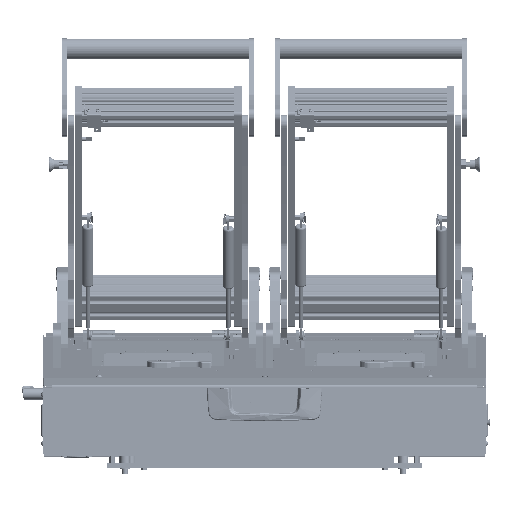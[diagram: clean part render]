
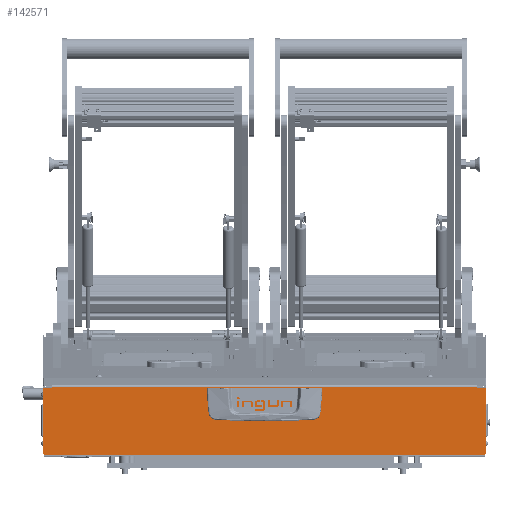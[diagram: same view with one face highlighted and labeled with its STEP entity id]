
A CAD part, top view. The second image highlights one B-rep face of the part: STEP entity #142571.
In plain terms, the highlighted face is planar.
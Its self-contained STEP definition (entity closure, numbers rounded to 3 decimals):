
#6065 = DIRECTION ( 'NONE',  ( 0., 1., 0. ) ) ;
#6824 = ORIENTED_EDGE ( 'NONE', *, *, #117797, .T. ) ;
#9125 = PLANE ( 'NONE',  #159556 ) ;
#10875 = CARTESIAN_POINT ( 'NONE',  ( -2., 612., 93.373 ) ) ;
#12555 = CARTESIAN_POINT ( 'NONE',  ( -2., 599., 93.373 ) ) ;
#12941 = CARTESIAN_POINT ( 'NONE',  ( -2., 599., 93.86 ) ) ;
#13122 = EDGE_CURVE ( 'NONE', #106999, #181658, #154729, .T. ) ;
#13914 = DIRECTION ( 'NONE',  ( 0., 1., 0. ) ) ;
#14424 = EDGE_CURVE ( 'NONE', #15093, #66442, #58709, .T. ) ;
#14680 = CIRCLE ( 'NONE', #123930, 2. ) ;
#15093 = VERTEX_POINT ( 'NONE', #128257 ) ;
#15491 = VERTEX_POINT ( 'NONE', #35488 ) ;
#15506 = CARTESIAN_POINT ( 'NONE',  ( -2., -2., 2. ) ) ;
#16979 = CARTESIAN_POINT ( 'NONE',  ( -2., 9., 93.373 ) ) ;
#17161 = DIRECTION ( 'NONE',  ( 0., 0., -1. ) ) ;
#20044 = CIRCLE ( 'NONE', #92183, 2. ) ;
#20503 = VECTOR ( 'NONE', #159284, 1000. ) ;
#23212 = DIRECTION ( 'NONE',  ( 0., 1., 0. ) ) ;
#25359 = EDGE_CURVE ( 'NONE', #101666, #115030, #141875, .T. ) ;
#28958 = CARTESIAN_POINT ( 'NONE',  ( -2., 246., 73.7 ) ) ;
#28976 = ORIENTED_EDGE ( 'NONE', *, *, #126463, .T. ) ;
#29449 = VECTOR ( 'NONE', #23212, 1000. ) ;
#31670 = ORIENTED_EDGE ( 'NONE', *, *, #162897, .T. ) ;
#34071 = CARTESIAN_POINT ( 'NONE',  ( -2., 252., 73.7 ) ) ;
#34423 = LINE ( 'NONE', #73636, #43347 ) ;
#35488 = CARTESIAN_POINT ( 'NONE',  ( -2., 612., 2. ) ) ;
#37245 = LINE ( 'NONE', #154497, #70347 ) ;
#37906 = ORIENTED_EDGE ( 'NONE', *, *, #25359, .F. ) ;
#39550 = VERTEX_POINT ( 'NONE', #34071 ) ;
#43283 = VECTOR ( 'NONE', #65761, 1000. ) ;
#43347 = VECTOR ( 'NONE', #60039, 1000. ) ;
#49596 = VERTEX_POINT ( 'NONE', #12555 ) ;
#51630 = CARTESIAN_POINT ( 'NONE',  ( -2., -4., 93.86 ) ) ;
#56172 = CARTESIAN_POINT ( 'NONE',  ( -2., 249., 73.7 ) ) ;
#56776 = DIRECTION ( 'NONE',  ( 0., 0., -1. ) ) ;
#57423 = DIRECTION ( 'NONE',  ( 0., 1., 0. ) ) ;
#58709 = CIRCLE ( 'NONE', #164644, 3. ) ;
#60039 = DIRECTION ( 'NONE',  ( 0., 0., -1. ) ) ;
#65761 = DIRECTION ( 'NONE',  ( 0., 1., 0. ) ) ;
#66442 = VERTEX_POINT ( 'NONE', #123358 ) ;
#68545 = DIRECTION ( 'NONE',  ( -1., 0., 0. ) ) ;
#70347 = VECTOR ( 'NONE', #13914, 1000. ) ;
#73636 = CARTESIAN_POINT ( 'NONE',  ( -2., -4., 93.86 ) ) ;
#75847 = VERTEX_POINT ( 'NONE', #28958 ) ;
#76771 = DIRECTION ( 'NONE',  ( 0., 1., 0. ) ) ;
#79342 = CARTESIAN_POINT ( 'NONE',  ( -2., -4., 93.86 ) ) ;
#80572 = CARTESIAN_POINT ( 'NONE',  ( -2., -4., 93.373 ) ) ;
#80599 = EDGE_LOOP ( 'NONE', ( #109668, #122835 ) ) ;
#82529 = CIRCLE ( 'NONE', #123317, 3. ) ;
#83400 = ORIENTED_EDGE ( 'NONE', *, *, #13122, .T. ) ;
#85149 = DIRECTION ( 'NONE',  ( 0., -1., 0. ) ) ;
#86621 = VERTEX_POINT ( 'NONE', #12941 ) ;
#87002 = DIRECTION ( 'NONE',  ( -1., 0., 0. ) ) ;
#87534 = VECTOR ( 'NONE', #17161, 1000. ) ;
#92183 = AXIS2_PLACEMENT_3D ( 'NONE', #15506, #128413, #57423 ) ;
#92960 = VECTOR ( 'NONE', #96121, 1000. ) ;
#95425 = DIRECTION ( 'NONE',  ( 1., 0., 0. ) ) ;
#96121 = DIRECTION ( 'NONE',  ( 0., 0., 1. ) ) ;
#96308 = DIRECTION ( 'NONE',  ( 0., 1., 0. ) ) ;
#101576 = VERTEX_POINT ( 'NONE', #122228 ) ;
#101666 = VERTEX_POINT ( 'NONE', #155472 ) ;
#103721 = ORIENTED_EDGE ( 'NONE', *, *, #177373, .T. ) ;
#105587 = LINE ( 'NONE', #154863, #176190 ) ;
#106393 = CARTESIAN_POINT ( 'NONE',  ( -2., -4., 2. ) ) ;
#106999 = VERTEX_POINT ( 'NONE', #16979 ) ;
#108821 = LINE ( 'NONE', #79342, #29449 ) ;
#109668 = ORIENTED_EDGE ( 'NONE', *, *, #14424, .F. ) ;
#110255 = CARTESIAN_POINT ( 'NONE',  ( -2., 9., 93.86 ) ) ;
#113553 = CARTESIAN_POINT ( 'NONE',  ( -2., 359., 73.7 ) ) ;
#114565 = CIRCLE ( 'NONE', #147601, 3. ) ;
#114880 = VERTEX_POINT ( 'NONE', #10875 ) ;
#115030 = VERTEX_POINT ( 'NONE', #126846 ) ;
#116707 = EDGE_CURVE ( 'NONE', #49596, #114880, #37245, .T. ) ;
#117532 = AXIS2_PLACEMENT_3D ( 'NONE', #180762, #167878, #96308 ) ;
#117797 = EDGE_CURVE ( 'NONE', #86621, #49596, #125040, .T. ) ;
#119787 = FACE_BOUND ( 'NONE', #167455, .T. ) ;
#120125 = DIRECTION ( 'NONE',  ( -1., 0., 0. ) ) ;
#121532 = EDGE_CURVE ( 'NONE', #101576, #122551, #34423, .T. ) ;
#121641 = EDGE_LOOP ( 'NONE', ( #174266, #31670, #83400, #173774, #6824, #175903, #28976, #179426, #37906, #103721 ) ) ;
#122228 = CARTESIAN_POINT ( 'NONE',  ( -2., -4., 93.373 ) ) ;
#122551 = VERTEX_POINT ( 'NONE', #106393 ) ;
#122835 = ORIENTED_EDGE ( 'NONE', *, *, #163723, .F. ) ;
#123317 = AXIS2_PLACEMENT_3D ( 'NONE', #129562, #87002, #85149 ) ;
#123358 = CARTESIAN_POINT ( 'NONE',  ( -2., 362., 73.7 ) ) ;
#123576 = ORIENTED_EDGE ( 'NONE', *, *, #150388, .F. ) ;
#123930 = AXIS2_PLACEMENT_3D ( 'NONE', #176189, #120125, #6065 ) ;
#124687 = DIRECTION ( 'NONE',  ( 0., 1., 0. ) ) ;
#125040 = LINE ( 'NONE', #171356, #87534 ) ;
#126463 = EDGE_CURVE ( 'NONE', #114880, #15491, #105587, .T. ) ;
#126846 = CARTESIAN_POINT ( 'NONE',  ( -2., 610., 0. ) ) ;
#128257 = CARTESIAN_POINT ( 'NONE',  ( -2., 356., 73.7 ) ) ;
#128413 = DIRECTION ( 'NONE',  ( -1., 0., 0. ) ) ;
#129562 = CARTESIAN_POINT ( 'NONE',  ( -2., 359., 73.7 ) ) ;
#130530 = CIRCLE ( 'NONE', #117532, 3. ) ;
#135951 = LINE ( 'NONE', #80572, #43283 ) ;
#140097 = DIRECTION ( 'NONE',  ( -1., 0., 0. ) ) ;
#140647 = ORIENTED_EDGE ( 'NONE', *, *, #165307, .F. ) ;
#140875 = EDGE_CURVE ( 'NONE', #15491, #115030, #14680, .T. ) ;
#141290 = DIRECTION ( 'NONE',  ( 0., -1., 0. ) ) ;
#141875 = LINE ( 'NONE', #173468, #20503 ) ;
#142571 = ADVANCED_FACE ( 'NONE', ( #119787, #164098, #152888 ), #9125, .F. ) ;
#147601 = AXIS2_PLACEMENT_3D ( 'NONE', #56172, #68545, #124687 ) ;
#150388 = EDGE_CURVE ( 'NONE', #75847, #39550, #114565, .T. ) ;
#152888 = FACE_OUTER_BOUND ( 'NONE', #121641, .T. ) ;
#154220 = CARTESIAN_POINT ( 'NONE',  ( -2., 9., 93.86 ) ) ;
#154497 = CARTESIAN_POINT ( 'NONE',  ( -2., -4., 93.373 ) ) ;
#154729 = LINE ( 'NONE', #110255, #92960 ) ;
#154863 = CARTESIAN_POINT ( 'NONE',  ( -2., 612., 93.86 ) ) ;
#155472 = CARTESIAN_POINT ( 'NONE',  ( -2., -2., 0. ) ) ;
#159284 = DIRECTION ( 'NONE',  ( 0., 1., 0. ) ) ;
#159556 = AXIS2_PLACEMENT_3D ( 'NONE', #51630, #95425, #76771 ) ;
#162897 = EDGE_CURVE ( 'NONE', #101576, #106999, #135951, .T. ) ;
#163723 = EDGE_CURVE ( 'NONE', #66442, #15093, #82529, .T. ) ;
#164098 = FACE_BOUND ( 'NONE', #80599, .T. ) ;
#164644 = AXIS2_PLACEMENT_3D ( 'NONE', #113553, #140097, #141290 ) ;
#165307 = EDGE_CURVE ( 'NONE', #39550, #75847, #130530, .T. ) ;
#167455 = EDGE_LOOP ( 'NONE', ( #123576, #140647 ) ) ;
#167878 = DIRECTION ( 'NONE',  ( -1., 0., 0. ) ) ;
#171356 = CARTESIAN_POINT ( 'NONE',  ( -2., 599., 93.86 ) ) ;
#173468 = CARTESIAN_POINT ( 'NONE',  ( -2., -4., 0. ) ) ;
#173774 = ORIENTED_EDGE ( 'NONE', *, *, #175917, .T. ) ;
#174266 = ORIENTED_EDGE ( 'NONE', *, *, #121532, .F. ) ;
#175903 = ORIENTED_EDGE ( 'NONE', *, *, #116707, .T. ) ;
#175917 = EDGE_CURVE ( 'NONE', #181658, #86621, #108821, .T. ) ;
#176189 = CARTESIAN_POINT ( 'NONE',  ( -2., 610., 2. ) ) ;
#176190 = VECTOR ( 'NONE', #56776, 1000. ) ;
#177373 = EDGE_CURVE ( 'NONE', #101666, #122551, #20044, .T. ) ;
#179426 = ORIENTED_EDGE ( 'NONE', *, *, #140875, .T. ) ;
#180762 = CARTESIAN_POINT ( 'NONE',  ( -2., 249., 73.7 ) ) ;
#181658 = VERTEX_POINT ( 'NONE', #154220 ) ;
